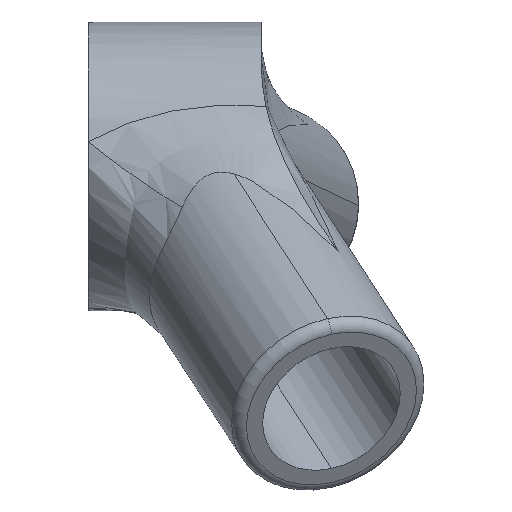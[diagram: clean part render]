
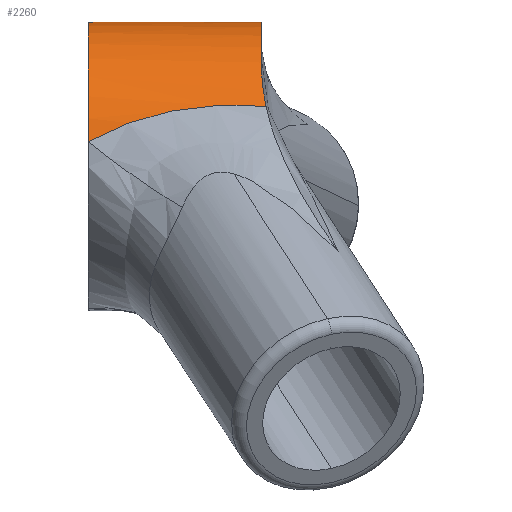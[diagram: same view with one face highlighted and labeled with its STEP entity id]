
A CAD part, top view. The second image highlights one B-rep face of the part: STEP entity #2260.
In plain terms, the highlighted cylindrical face has radius 25 mm (diameter 50 mm), a partial arc.
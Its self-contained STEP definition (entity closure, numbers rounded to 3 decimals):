
#14 = CARTESIAN_POINT ( 'NONE',  ( -9.028, 7.069, 23.984 ) ) ;
#27 = CARTESIAN_POINT ( 'NONE',  ( -14.421, 4.542, 24.586 ) ) ;
#86 = CARTESIAN_POINT ( 'NONE',  ( 8.713, 20.415, -14.431 ) ) ;
#109 = CARTESIAN_POINT ( 'NONE',  ( 13.795, 20.113, -14.849 ) ) ;
#129 = ORIENTED_EDGE ( 'NONE', *, *, #2129, .T. ) ;
#200 = CARTESIAN_POINT ( 'NONE',  ( -12.651, 5.457, 24.399 ) ) ;
#250 = DIRECTION ( 'NONE',  ( -1., 0., 0. ) ) ;
#334 = CARTESIAN_POINT ( 'NONE',  ( -15., 17.872, -17.481 ) ) ;
#339 = CARTESIAN_POINT ( 'NONE',  ( 15.801, 10.296, 22.782 ) ) ;
#356 = ORIENTED_EDGE ( 'NONE', *, *, #2222, .F. ) ;
#398 = CARTESIAN_POINT ( 'NONE',  ( 2.502, 10.041, 22.896 ) ) ;
#418 = CARTESIAN_POINT ( 'NONE',  ( -15., 17.872, -17.481 ) ) ;
#422 = DIRECTION ( 'NONE',  ( 0., 0., -1. ) ) ;
#465 = CARTESIAN_POINT ( 'NONE',  ( 6.164, 20.47, -14.352 ) ) ;
#470 = ORIENTED_EDGE ( 'NONE', *, *, #576, .T. ) ;
#471 = DIRECTION ( 'NONE',  ( 0., 0., 1. ) ) ;
#480 = CARTESIAN_POINT ( 'NONE',  ( 15.112, 14.971, 20.037 ) ) ;
#483 = VERTEX_POINT ( 'NONE', #1467 ) ;
#492 = B_SPLINE_CURVE_WITH_KNOTS ( 'NONE', 3,
 ( #1893, #27, #1871, #200, #928, #738, #14, #918, #1495, #1673, #952, #2228, #398, #1708, #2250, #764, #1519, #2273, #1296, #1483 ),
 .UNSPECIFIED., .F., .F.,
 ( 4, 2, 2, 2, 2, 2, 2, 2, 2, 4 ),
 ( 0.083, 0.085, 0.088, 0.092, 0.096, 0.1, 0.104, 0.108, 0.112, 0.116 ),
 .UNSPECIFIED. ) ;
#497 = VERTEX_POINT ( 'NONE', #1419 ) ;
#539 = EDGE_CURVE ( 'NONE', #1414, #497, #492, .T. ) ;
#576 = EDGE_CURVE ( 'NONE', #497, #1975, #1613, .T. ) ;
#602 = CARTESIAN_POINT ( 'NONE',  ( -6.505, 19.662, -15.444 ) ) ;
#611 = CARTESIAN_POINT ( 'NONE',  ( 15.058, 19.993, -15.009 ) ) ;
#615 = CARTESIAN_POINT ( 'NONE',  ( 15., 0., 0. ) ) ;
#635 = ORIENTED_EDGE ( 'NONE', *, *, #539, .T. ) ;
#644 = ORIENTED_EDGE ( 'NONE', *, *, #1618, .T. ) ;
#701 = AXIS2_PLACEMENT_3D ( 'NONE', #615, #250, #471 ) ;
#738 = CARTESIAN_POINT ( 'NONE',  ( -10.25, 6.57, 24.128 ) ) ;
#764 = CARTESIAN_POINT ( 'NONE',  ( 9.14, 10.524, 22.677 ) ) ;
#815 = B_SPLINE_CURVE_WITH_KNOTS ( 'NONE', 3,
 ( #611, #109, #1197, #1767, #86, #465, #2340, #1793, #1221, #1578, #845, #1602, #602, #1357, #2124, #418 ),
 .UNSPECIFIED., .F., .F.,
 ( 4, 2, 2, 2, 2, 2, 2, 4 ),
 ( 0., 0.004, 0.008, 0.011, 0.015, 0.019, 0.023, 0.031 ),
 .UNSPECIFIED. ) ;
#845 = CARTESIAN_POINT ( 'NONE',  ( -2.741, 20.108, -14.857 ) ) ;
#846 = CARTESIAN_POINT ( 'NONE',  ( 15.495, 11.711, 22.142 ) ) ;
#856 = CIRCLE ( 'NONE', #1695, 25. ) ;
#876 = VERTEX_POINT ( 'NONE', #1746 ) ;
#900 = CARTESIAN_POINT ( 'NONE',  ( 15., 21.397, -12.93 ) ) ;
#918 = CARTESIAN_POINT ( 'NONE',  ( -6.543, 7.968, 23.701 ) ) ;
#928 = CARTESIAN_POINT ( 'NONE',  ( -12.054, 5.745, 24.333 ) ) ;
#943 = CIRCLE ( 'NONE', #2321, 25. ) ;
#949 = CARTESIAN_POINT ( 'NONE',  ( 15., 20.964, -13.647 ) ) ;
#952 = CARTESIAN_POINT ( 'NONE',  ( -1.422, 9.36, 23.183 ) ) ;
#1004 = ORIENTED_EDGE ( 'NONE', *, *, #1507, .T. ) ;
#1082 = CARTESIAN_POINT ( 'NONE',  ( 15., 17.37, 17.997 ) ) ;
#1095 = CARTESIAN_POINT ( 'NONE',  ( 15.068, 15.591, 19.559 ) ) ;
#1197 = CARTESIAN_POINT ( 'NONE',  ( 12.526, 20.212, -14.714 ) ) ;
#1221 = CARTESIAN_POINT ( 'NONE',  ( 1.056, 20.374, -14.488 ) ) ;
#1227 = CARTESIAN_POINT ( 'NONE',  ( 15., 0., 0. ) ) ;
#1241 = CYLINDRICAL_SURFACE ( 'NONE', #701, 25. ) ;
#1296 = CARTESIAN_POINT ( 'NONE',  ( 14.471, 10.398, 22.735 ) ) ;
#1357 = CARTESIAN_POINT ( 'NONE',  ( -10.208, 19.062, -16.188 ) ) ;
#1360 = DIRECTION ( 'NONE',  ( 1., 0., 0. ) ) ;
#1406 = VERTEX_POINT ( 'NONE', #334 ) ;
#1414 = VERTEX_POINT ( 'NONE', #1857 ) ;
#1419 = CARTESIAN_POINT ( 'NONE',  ( 15.801, 10.296, 22.782 ) ) ;
#1467 = CARTESIAN_POINT ( 'NONE',  ( 15., 21.397, -12.93 ) ) ;
#1483 = CARTESIAN_POINT ( 'NONE',  ( 15.801, 10.296, 22.782 ) ) ;
#1495 = CARTESIAN_POINT ( 'NONE',  ( -5.278, 8.368, 23.561 ) ) ;
#1507 = EDGE_CURVE ( 'NONE', #876, #1406, #815, .T. ) ;
#1519 = CARTESIAN_POINT ( 'NONE',  ( 10.472, 10.531, 22.674 ) ) ;
#1528 = CARTESIAN_POINT ( 'NONE',  ( -15., 0., 0. ) ) ;
#1578 = CARTESIAN_POINT ( 'NONE',  ( -1.479, 20.216, -14.709 ) ) ;
#1602 = CARTESIAN_POINT ( 'NONE',  ( -5.255, 19.831, -15.225 ) ) ;
#1603 = CARTESIAN_POINT ( 'NONE',  ( 15.298, 13.059, 21.375 ) ) ;
#1613 = B_SPLINE_CURVE_WITH_KNOTS ( 'NONE', 3,
 ( #339, #846, #1603, #480, #1095, #2202, #1082, #1846 ),
 .UNSPECIFIED., .F., .F.,
 ( 4, 2, 2, 4 ),
 ( 0., 0.005, 0.007, 0.009 ),
 .UNSPECIFIED. ) ;
#1618 = EDGE_CURVE ( 'NONE', #483, #876, #1788, .T. ) ;
#1673 = CARTESIAN_POINT ( 'NONE',  ( -2.715, 9.065, 23.302 ) ) ;
#1695 = AXIS2_PLACEMENT_3D ( 'NONE', #1528, #1360, #422 ) ;
#1708 = CARTESIAN_POINT ( 'NONE',  ( 5.153, 10.329, 22.767 ) ) ;
#1746 = CARTESIAN_POINT ( 'NONE',  ( 15.058, 19.993, -15.009 ) ) ;
#1749 = CARTESIAN_POINT ( 'NONE',  ( 15., 17.922, 17.43 ) ) ;
#1767 = CARTESIAN_POINT ( 'NONE',  ( 9.985, 20.362, -14.505 ) ) ;
#1788 = B_SPLINE_CURVE_WITH_KNOTS ( 'NONE', 3,
 ( #900, #949, #2062, #2051 ),
 .UNSPECIFIED., .F., .F.,
 ( 4, 4 ),
 ( 0., 0.003 ),
 .UNSPECIFIED. ) ;
#1793 = CARTESIAN_POINT ( 'NONE',  ( 2.329, 20.425, -14.416 ) ) ;
#1846 = CARTESIAN_POINT ( 'NONE',  ( 15., 17.922, 17.43 ) ) ;
#1857 = CARTESIAN_POINT ( 'NONE',  ( -15., 4.217, 24.642 ) ) ;
#1871 = CARTESIAN_POINT ( 'NONE',  ( -13.834, 4.856, 24.526 ) ) ;
#1893 = CARTESIAN_POINT ( 'NONE',  ( -15., 4.217, 24.642 ) ) ;
#1975 = VERTEX_POINT ( 'NONE', #1749 ) ;
#2051 = CARTESIAN_POINT ( 'NONE',  ( 15.058, 19.993, -15.009 ) ) ;
#2062 = CARTESIAN_POINT ( 'NONE',  ( 15.018, 20.496, -14.34 ) ) ;
#2124 = CARTESIAN_POINT ( 'NONE',  ( -12.627, 18.538, -16.8 ) ) ;
#2129 = EDGE_CURVE ( 'NONE', #1406, #1414, #856, .T. ) ;
#2142 = FACE_OUTER_BOUND ( 'NONE', #2356, .T. ) ;
#2167 = DIRECTION ( 'NONE',  ( 1., 0., 0. ) ) ;
#2181 = DIRECTION ( 'NONE',  ( 0., 0., -1. ) ) ;
#2202 = CARTESIAN_POINT ( 'NONE',  ( 15.012, 16.791, 18.539 ) ) ;
#2222 = EDGE_CURVE ( 'NONE', #483, #1975, #943, .T. ) ;
#2228 = CARTESIAN_POINT ( 'NONE',  ( 1.186, 9.848, 22.98 ) ) ;
#2250 = CARTESIAN_POINT ( 'NONE',  ( 6.481, 10.423, 22.724 ) ) ;
#2260 = ADVANCED_FACE ( 'NONE', ( #2142 ), #1241, .T. ) ;
#2273 = CARTESIAN_POINT ( 'NONE',  ( 13.137, 10.468, 22.703 ) ) ;
#2321 = AXIS2_PLACEMENT_3D ( 'NONE', #1227, #2167, #2181 ) ;
#2340 = CARTESIAN_POINT ( 'NONE',  ( 4.886, 20.473, -14.348 ) ) ;
#2356 = EDGE_LOOP ( 'NONE', ( #356, #644, #1004, #129, #635, #470 ) ) ;
